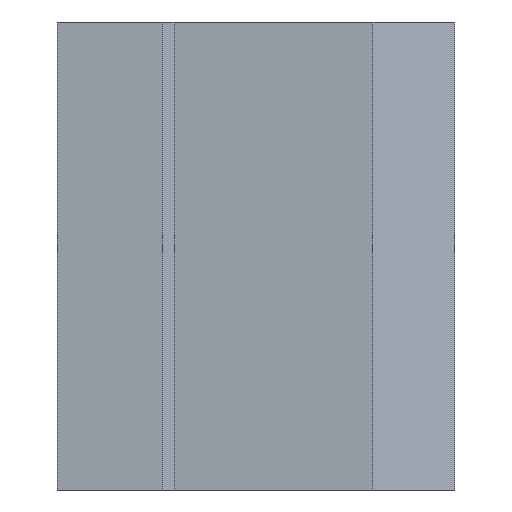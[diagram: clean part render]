
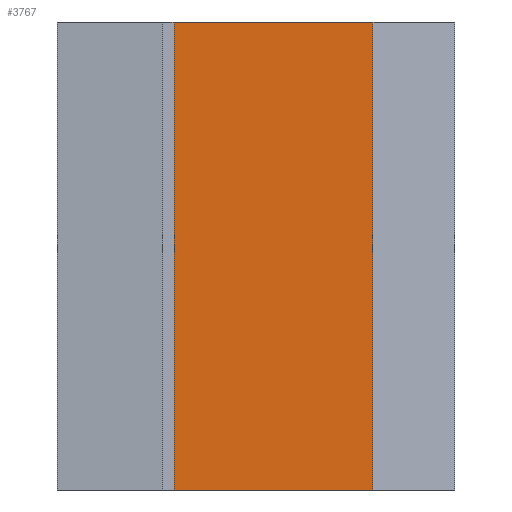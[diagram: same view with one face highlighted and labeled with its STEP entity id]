
A CAD part, left-side view. The second image highlights one B-rep face of the part: STEP entity #3767.
In plain terms, the highlighted planar face has unit normal (-1, 0, 0).
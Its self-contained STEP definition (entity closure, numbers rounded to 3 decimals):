
#395 = FACE_OUTER_BOUND ( 'NONE', #4031, .T. ) ;
#917 = ORIENTED_EDGE ( 'NONE', *, *, #14201, .F. ) ;
#1032 = VECTOR ( 'NONE', #13111, 1000. ) ;
#1487 = CARTESIAN_POINT ( 'NONE',  ( -44.5, -19.5, 40. ) ) ;
#2303 = DIRECTION ( 'NONE',  ( 0., 0., -1. ) ) ;
#2351 = AXIS2_PLACEMENT_3D ( 'NONE', #9969, #5266, #10044 ) ;
#2618 = VERTEX_POINT ( 'NONE', #14904 ) ;
#2959 = CARTESIAN_POINT ( 'NONE',  ( -44.5, -53.5, -40. ) ) ;
#3767 = ADVANCED_FACE ( 'NONE', ( #395 ), #11294, .F. ) ;
#4031 = EDGE_LOOP ( 'NONE', ( #5046, #13916, #917, #6175 ) ) ;
#4576 = EDGE_CURVE ( 'NONE', #10346, #13020, #7779, .T. ) ;
#5046 = ORIENTED_EDGE ( 'NONE', *, *, #12501, .T. ) ;
#5266 = DIRECTION ( 'NONE',  ( 1., 0., 0. ) ) ;
#5500 = CARTESIAN_POINT ( 'NONE',  ( -44.5, -53.5, 40. ) ) ;
#5629 = VECTOR ( 'NONE', #5795, 1000. ) ;
#5795 = DIRECTION ( 'NONE',  ( 0., 0., -1. ) ) ;
#5924 = CARTESIAN_POINT ( 'NONE',  ( -44.5, -19.5, 40. ) ) ;
#6175 = ORIENTED_EDGE ( 'NONE', *, *, #7256, .T. ) ;
#7256 = EDGE_CURVE ( 'NONE', #14425, #2618, #10691, .T. ) ;
#7325 = LINE ( 'NONE', #12088, #1032 ) ;
#7779 = LINE ( 'NONE', #5500, #5629 ) ;
#8042 = CARTESIAN_POINT ( 'NONE',  ( -44.5, -19.5, 40. ) ) ;
#8360 = CARTESIAN_POINT ( 'NONE',  ( -44.5, -53.5, 40. ) ) ;
#9969 = CARTESIAN_POINT ( 'NONE',  ( -44.5, -19.5, 40. ) ) ;
#10044 = DIRECTION ( 'NONE',  ( 0., 0., -1. ) ) ;
#10346 = VERTEX_POINT ( 'NONE', #8360 ) ;
#10691 = LINE ( 'NONE', #5924, #10817 ) ;
#10720 = VECTOR ( 'NONE', #15005, 1000. ) ;
#10817 = VECTOR ( 'NONE', #2303, 1000. ) ;
#11294 = PLANE ( 'NONE',  #2351 ) ;
#11407 = LINE ( 'NONE', #8042, #10720 ) ;
#12088 = CARTESIAN_POINT ( 'NONE',  ( -44.5, -19.5, -40. ) ) ;
#12501 = EDGE_CURVE ( 'NONE', #2618, #13020, #7325, .T. ) ;
#13020 = VERTEX_POINT ( 'NONE', #2959 ) ;
#13111 = DIRECTION ( 'NONE',  ( 0., -1., 0. ) ) ;
#13916 = ORIENTED_EDGE ( 'NONE', *, *, #4576, .F. ) ;
#14201 = EDGE_CURVE ( 'NONE', #14425, #10346, #11407, .T. ) ;
#14425 = VERTEX_POINT ( 'NONE', #1487 ) ;
#14904 = CARTESIAN_POINT ( 'NONE',  ( -44.5, -19.5, -40. ) ) ;
#15005 = DIRECTION ( 'NONE',  ( 0., -1., 0. ) ) ;
